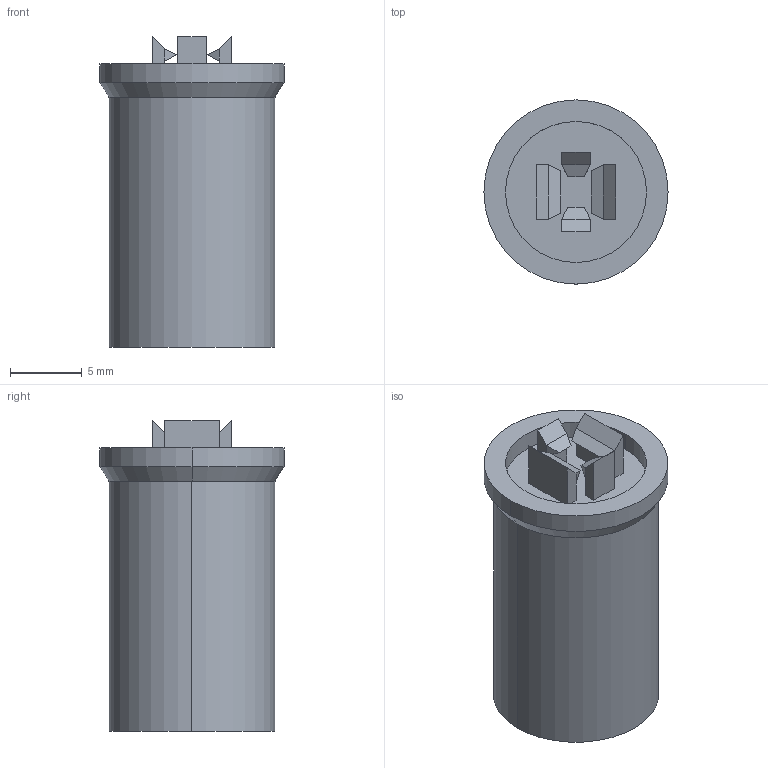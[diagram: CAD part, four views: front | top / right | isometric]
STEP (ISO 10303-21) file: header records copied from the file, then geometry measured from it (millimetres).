
FILE_DESCRIPTION (( 'STEP AP214' ), '1' );
FILE_NAME ('Button13mm.STEP', '2018-12-05T20:09:29', ( 'ahmad kamal' ), ( '' ), 'SwSTEP 2.0', 'SolidWorks 2018', '' );
FILE_SCHEMA (( 'AUTOMOTIVE_DESIGN' ));
Length unit declared in the file: millimetre
Products named in the file (1): Button13mm
Bounding box: 12.8 x 12.8 x 21.6 mm (x, y, z)
Volume: 1073.4 mm3; surface area: 2111.2 mm2
Topology: 1 solids, 2 shells, 68 faces, 156 edges, 98 vertices
Faces by surface type: plane 58, cylinder 8, cone 2
Entity records: 1922 total; most frequent: CARTESIAN_POINT 323, DIRECTION 312, ORIENTED_EDGE 312, EDGE_CURVE 156, VECTOR 138, LINE 138, VERTEX_POINT 98, AXIS2_PLACEMENT_3D 87
